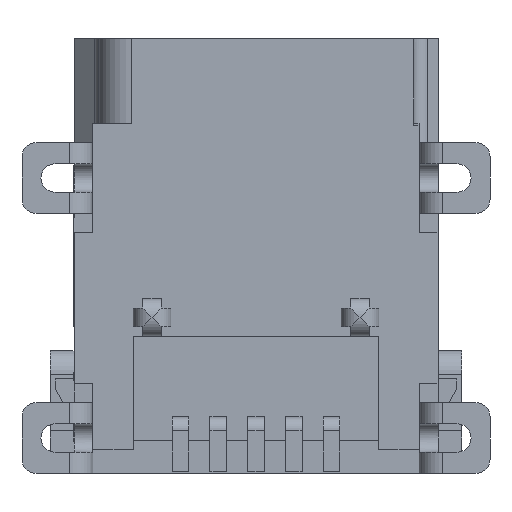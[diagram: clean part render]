
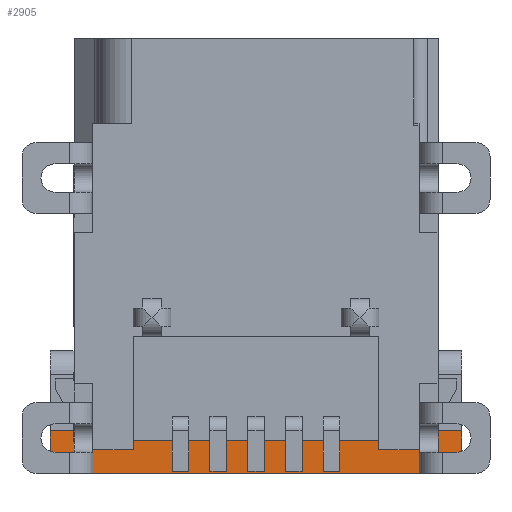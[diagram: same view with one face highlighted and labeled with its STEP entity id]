
A CAD part, front view. The second image highlights one B-rep face of the part: STEP entity #2905.
In plain terms, the highlighted planar face has unit normal (0, -1, 0).
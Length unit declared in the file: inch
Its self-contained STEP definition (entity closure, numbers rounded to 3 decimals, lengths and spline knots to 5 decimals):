
#32 = EDGE_LOOP ( 'NONE', ( #1426, #2810, #2872, #1298, #2690, #5644, #8321, #622, #528, #5258, #10575, #4339, #2981, #7079, #7580, #10451 ) ) ;
#239 = CARTESIAN_POINT ( 'NONE',  ( 0.15157, -0.02559, -0.32677 ) ) ;
#240 = EDGE_CURVE ( 'NONE', #11009, #8415, #9542, .T. ) ;
#436 = VECTOR ( 'NONE', #6934, 39.37008 ) ;
#440 = VERTEX_POINT ( 'NONE', #4126 ) ;
#528 = ORIENTED_EDGE ( 'NONE', *, *, #3471, .T. ) ;
#622 = ORIENTED_EDGE ( 'NONE', *, *, #5926, .T. ) ;
#668 = CARTESIAN_POINT ( 'NONE',  ( 0.13583, -0.02559, -0.33858 ) ) ;
#717 = VECTOR ( 'NONE', #10503, 39.37008 ) ;
#900 = LINE ( 'NONE', #7984, #1838 ) ;
#995 = CARTESIAN_POINT ( 'NONE',  ( 0.13583, -0.02559, -0.33858 ) ) ;
#1089 = VERTEX_POINT ( 'NONE', #10848 ) ;
#1275 = LINE ( 'NONE', #5708, #7900 ) ;
#1298 = ORIENTED_EDGE ( 'NONE', *, *, #6907, .F. ) ;
#1366 = VERTEX_POINT ( 'NONE', #2727 ) ;
#1426 = ORIENTED_EDGE ( 'NONE', *, *, #8284, .F. ) ;
#1482 = DIRECTION ( 'NONE',  ( -1., 0., 0. ) ) ;
#1494 = EDGE_CURVE ( 'NONE', #8415, #4959, #4224, .T. ) ;
#1559 = VERTEX_POINT ( 'NONE', #5831 ) ;
#1660 = LINE ( 'NONE', #6304, #10637 ) ;
#1838 = VECTOR ( 'NONE', #5532, 39.37008 ) ;
#1865 = DIRECTION ( 'NONE',  ( 0., 0., 1. ) ) ;
#1905 = CARTESIAN_POINT ( 'NONE',  ( -0.13583, -0.02559, -0.34252 ) ) ;
#1979 = CARTESIAN_POINT ( 'NONE',  ( 0.13583, -0.02559, -0.34252 ) ) ;
#2071 = VECTOR ( 'NONE', #4227, 39.37008 ) ;
#2180 = VECTOR ( 'NONE', #1865, 39.37008 ) ;
#2254 = EDGE_CURVE ( 'NONE', #1089, #2258, #1275, .T. ) ;
#2258 = VERTEX_POINT ( 'NONE', #5790 ) ;
#2353 = EDGE_CURVE ( 'NONE', #5956, #1559, #4375, .T. ) ;
#2367 = DIRECTION ( 'NONE',  ( 0., 0., -1. ) ) ;
#2497 = CARTESIAN_POINT ( 'NONE',  ( -0.13583, -0.02559, -0.34252 ) ) ;
#2546 = AXIS2_PLACEMENT_3D ( 'NONE', #2497, #9431, #10335 ) ;
#2690 = ORIENTED_EDGE ( 'NONE', *, *, #4534, .T. ) ;
#2727 = CARTESIAN_POINT ( 'NONE',  ( 0.15157, -0.02559, -0.33858 ) ) ;
#2810 = ORIENTED_EDGE ( 'NONE', *, *, #4729, .T. ) ;
#2870 = CARTESIAN_POINT ( 'NONE',  ( -0.10236, -0.02559, -0.33465 ) ) ;
#2872 = ORIENTED_EDGE ( 'NONE', *, *, #2254, .F. ) ;
#2905 = ADVANCED_FACE ( 'NONE', ( #6421 ), #6717, .F. ) ;
#2981 = ORIENTED_EDGE ( 'NONE', *, *, #240, .F. ) ;
#3010 = VECTOR ( 'NONE', #1482, 39.37008 ) ;
#3191 = EDGE_CURVE ( 'NONE', #8314, #11009, #9019, .T. ) ;
#3217 = VECTOR ( 'NONE', #8979, 39.37008 ) ;
#3338 = VECTOR ( 'NONE', #4523, 39.37008 ) ;
#3471 = EDGE_CURVE ( 'NONE', #10907, #5956, #1660, .T. ) ;
#3791 = CARTESIAN_POINT ( 'NONE',  ( -0.13583, -0.02559, -0.33858 ) ) ;
#4126 = CARTESIAN_POINT ( 'NONE',  ( 0.13583, -0.02559, -0.34252 ) ) ;
#4183 = EDGE_CURVE ( 'NONE', #8109, #9342, #5081, .T. ) ;
#4224 = LINE ( 'NONE', #7638, #3010 ) ;
#4227 = DIRECTION ( 'NONE',  ( 1., 0., 0. ) ) ;
#4339 = ORIENTED_EDGE ( 'NONE', *, *, #1494, .F. ) ;
#4375 = LINE ( 'NONE', #5896, #7753 ) ;
#4398 = VECTOR ( 'NONE', #11111, 39.37008 ) ;
#4405 = CARTESIAN_POINT ( 'NONE',  ( 0.15157, -0.02559, -0.3622 ) ) ;
#4523 = DIRECTION ( 'NONE',  ( 1., 0., 0. ) ) ;
#4534 = EDGE_CURVE ( 'NONE', #6667, #10516, #10520, .T. ) ;
#4686 = CARTESIAN_POINT ( 'NONE',  ( 0.17126, -0.02559, -0.3622 ) ) ;
#4729 = EDGE_CURVE ( 'NONE', #440, #2258, #9595, .T. ) ;
#4828 = LINE ( 'NONE', #995, #3338 ) ;
#4853 = CARTESIAN_POINT ( 'NONE',  ( 0.17126, -0.02559, -0.32677 ) ) ;
#4959 = VERTEX_POINT ( 'NONE', #8367 ) ;
#5081 = LINE ( 'NONE', #6349, #9052 ) ;
#5133 = CARTESIAN_POINT ( 'NONE',  ( -0.13583, -0.02559, -0.34252 ) ) ;
#5249 = EDGE_CURVE ( 'NONE', #9355, #1366, #4828, .T. ) ;
#5258 = ORIENTED_EDGE ( 'NONE', *, *, #2353, .T. ) ;
#5532 = DIRECTION ( 'NONE',  ( 1., 0., 0. ) ) ;
#5644 = ORIENTED_EDGE ( 'NONE', *, *, #10560, .T. ) ;
#5708 = CARTESIAN_POINT ( 'NONE',  ( 0.10236, -0.02559, -0.33465 ) ) ;
#5790 = CARTESIAN_POINT ( 'NONE',  ( 0.10236, -0.02559, -0.34252 ) ) ;
#5831 = CARTESIAN_POINT ( 'NONE',  ( -0.17126, -0.02559, -0.32677 ) ) ;
#5896 = CARTESIAN_POINT ( 'NONE',  ( -0.15157, -0.02559, -0.32677 ) ) ;
#5911 = CARTESIAN_POINT ( 'NONE',  ( -0.13583, -0.02559, -0.33858 ) ) ;
#5926 = EDGE_CURVE ( 'NONE', #8109, #10907, #7556, .T. ) ;
#5956 = VERTEX_POINT ( 'NONE', #8495 ) ;
#6304 = CARTESIAN_POINT ( 'NONE',  ( -0.15157, -0.02559, -0.27953 ) ) ;
#6349 = CARTESIAN_POINT ( 'NONE',  ( -0.13583, -0.02559, -0.33858 ) ) ;
#6356 = CARTESIAN_POINT ( 'NONE',  ( -0.15157, -0.02559, -0.33858 ) ) ;
#6421 = FACE_OUTER_BOUND ( 'NONE', #32, .T. ) ;
#6449 = DIRECTION ( 'NONE',  ( -1., 0., 0. ) ) ;
#6667 = VERTEX_POINT ( 'NONE', #2870 ) ;
#6717 = PLANE ( 'NONE',  #2546 ) ;
#6901 = DIRECTION ( 'NONE',  ( -1., 0., 0. ) ) ;
#6907 = EDGE_CURVE ( 'NONE', #6667, #1089, #900, .T. ) ;
#6934 = DIRECTION ( 'NONE',  ( 0., 0., -1. ) ) ;
#7054 = DIRECTION ( 'NONE',  ( 0., 0., 1. ) ) ;
#7079 = ORIENTED_EDGE ( 'NONE', *, *, #3191, .F. ) ;
#7245 = CARTESIAN_POINT ( 'NONE',  ( -0.10236, -0.02559, -0.34252 ) ) ;
#7265 = DIRECTION ( 'NONE',  ( 0., 0., -1. ) ) ;
#7461 = CARTESIAN_POINT ( 'NONE',  ( 0.17126, -0.02559, -0.3622 ) ) ;
#7556 = LINE ( 'NONE', #5911, #9620 ) ;
#7561 = CARTESIAN_POINT ( 'NONE',  ( 0.17126, -0.02559, -0.32677 ) ) ;
#7580 = ORIENTED_EDGE ( 'NONE', *, *, #10348, .T. ) ;
#7638 = CARTESIAN_POINT ( 'NONE',  ( -0.13583, -0.02559, -0.3622 ) ) ;
#7724 = LINE ( 'NONE', #1979, #2180 ) ;
#7746 = LINE ( 'NONE', #8233, #10639 ) ;
#7753 = VECTOR ( 'NONE', #6901, 39.37008 ) ;
#7900 = VECTOR ( 'NONE', #2367, 39.37008 ) ;
#7984 = CARTESIAN_POINT ( 'NONE',  ( -0.10236, -0.02559, -0.33465 ) ) ;
#8109 = VERTEX_POINT ( 'NONE', #3791 ) ;
#8233 = CARTESIAN_POINT ( 'NONE',  ( -0.13583, -0.02559, -0.34252 ) ) ;
#8284 = EDGE_CURVE ( 'NONE', #440, #9355, #7724, .T. ) ;
#8305 = LINE ( 'NONE', #4405, #436 ) ;
#8314 = VERTEX_POINT ( 'NONE', #239 ) ;
#8321 = ORIENTED_EDGE ( 'NONE', *, *, #4183, .F. ) ;
#8367 = CARTESIAN_POINT ( 'NONE',  ( -0.17126, -0.02559, -0.3622 ) ) ;
#8415 = VERTEX_POINT ( 'NONE', #4686 ) ;
#8495 = CARTESIAN_POINT ( 'NONE',  ( -0.15157, -0.02559, -0.32677 ) ) ;
#8956 = DIRECTION ( 'NONE',  ( 0., 0., -1. ) ) ;
#8979 = DIRECTION ( 'NONE',  ( -1., 0., 0. ) ) ;
#9019 = LINE ( 'NONE', #7561, #2071 ) ;
#9052 = VECTOR ( 'NONE', #7265, 39.37008 ) ;
#9319 = DIRECTION ( 'NONE',  ( -1., 0., 0. ) ) ;
#9342 = VERTEX_POINT ( 'NONE', #5133 ) ;
#9355 = VERTEX_POINT ( 'NONE', #668 ) ;
#9431 = DIRECTION ( 'NONE',  ( 0., 1., 0. ) ) ;
#9495 = CARTESIAN_POINT ( 'NONE',  ( -0.10236, -0.02559, -0.33465 ) ) ;
#9542 = LINE ( 'NONE', #7461, #11157 ) ;
#9595 = LINE ( 'NONE', #1905, #3217 ) ;
#9617 = EDGE_CURVE ( 'NONE', #4959, #1559, #9694, .T. ) ;
#9620 = VECTOR ( 'NONE', #9319, 39.37008 ) ;
#9694 = LINE ( 'NONE', #10465, #717 ) ;
#10335 = DIRECTION ( 'NONE',  ( 0., 0., 1. ) ) ;
#10348 = EDGE_CURVE ( 'NONE', #8314, #1366, #8305, .T. ) ;
#10451 = ORIENTED_EDGE ( 'NONE', *, *, #5249, .F. ) ;
#10465 = CARTESIAN_POINT ( 'NONE',  ( -0.17126, -0.02559, -0.27953 ) ) ;
#10503 = DIRECTION ( 'NONE',  ( 0., 0., 1. ) ) ;
#10516 = VERTEX_POINT ( 'NONE', #7245 ) ;
#10520 = LINE ( 'NONE', #9495, #4398 ) ;
#10560 = EDGE_CURVE ( 'NONE', #10516, #9342, #7746, .T. ) ;
#10575 = ORIENTED_EDGE ( 'NONE', *, *, #9617, .F. ) ;
#10637 = VECTOR ( 'NONE', #7054, 39.37008 ) ;
#10639 = VECTOR ( 'NONE', #6449, 39.37008 ) ;
#10848 = CARTESIAN_POINT ( 'NONE',  ( 0.10236, -0.02559, -0.33465 ) ) ;
#10907 = VERTEX_POINT ( 'NONE', #6356 ) ;
#11009 = VERTEX_POINT ( 'NONE', #4853 ) ;
#11111 = DIRECTION ( 'NONE',  ( 0., 0., -1. ) ) ;
#11157 = VECTOR ( 'NONE', #8956, 39.37008 ) ;
